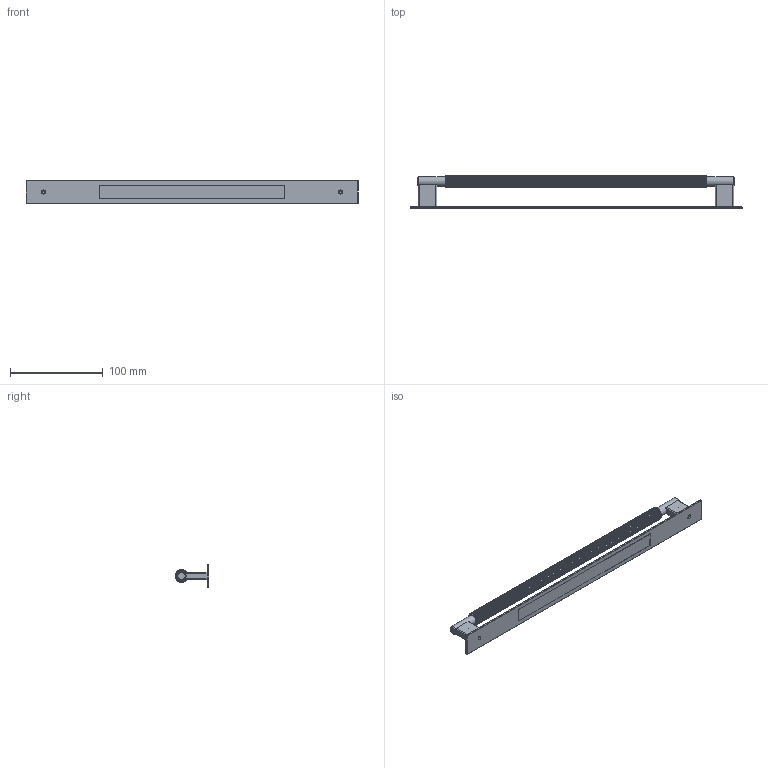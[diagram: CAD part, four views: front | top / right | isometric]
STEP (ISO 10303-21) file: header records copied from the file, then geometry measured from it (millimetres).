
FILE_DESCRIPTION(/* description */ (''),/* implementation_level */ '2;1');
FILE_NAME(/* name */ '0588_320_00.stp',/* time_stamp */ '2023-01-03T08:32:20+01:00',/* author */ ('jferrer'),/* organization */ (''),/* preprocessor_version */ 'ST-DEVELOPER v18.1',/* originating_system */ 'Autodesk Inventor 2022',/* authorisation */ '');
FILE_SCHEMA (('CONFIG_CONTROL_DESIGN'));
Length unit declared in the file: millimetre
Products named in the file (7): 0588_NANSA 192_Conjunt placa adhesivada_00; 0583_BARRA NANSA 320_00; 0583_BARRA NANSA 320_00_1; 0583_POTA A_01; CARGOL M-F; 0583_PLACA_320_378x25_00; 0588_Adhesive
Assembly tree (8 placements, depth 3):
  0588_NANSA 192_Conjunt placa adhesivada_00
    0583_BARRA NANSA 320_00
      0583_BARRA NANSA 320_00_1
      0583_POTA A_01  x2
      CARGOL M-F  x2
    0583_PLACA_320_378x25_00
    0588_Adhesive
Bounding box: 358 x 36.58 x 25 mm (x, y, z)
Volume: 71104.2 mm3; surface area: 47908.7 mm2
Topology: 7 solids, 7 shells, 252 faces, 688 edges, 452 vertices
Faces by surface type: cylinder 182, plane 48, cone 14, bspline 8
Full cylindrical faces by diameter (mm): 3.242 x4, 4 x4, 4.5 x2, 6 x2, 6.5 x2, 10 x2
Entity records: 9841 total; most frequent: CARTESIAN_POINT 4279, ORIENTED_EDGE 1220, DIRECTION 983, EDGE_CURVE 610, VERTEX_POINT 402, AXIS2_PLACEMENT_3D 376, EDGE_LOOP 232, LINE 231
